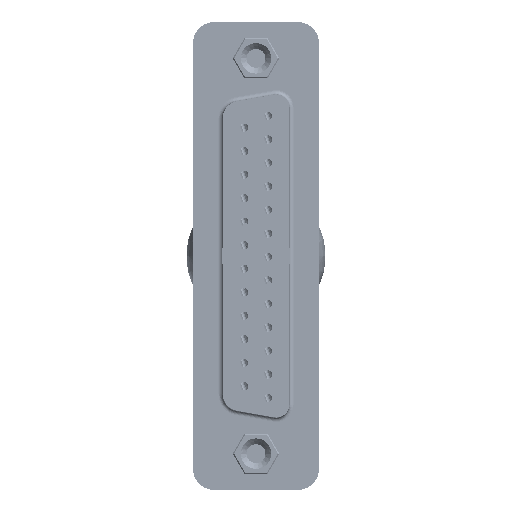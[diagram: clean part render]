
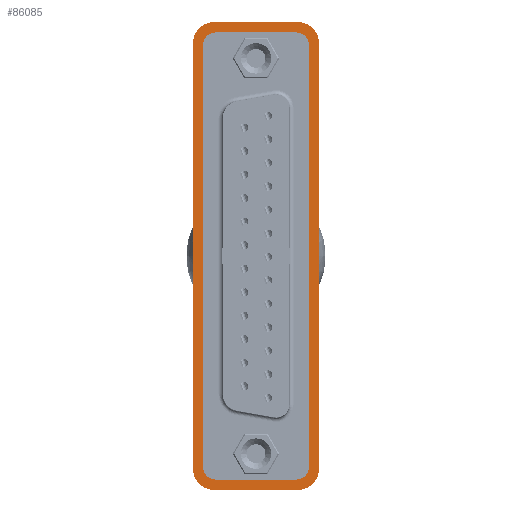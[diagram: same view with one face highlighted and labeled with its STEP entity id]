
A CAD part, front view. The second image highlights one B-rep face of the part: STEP entity #86085.
In plain terms, the highlighted face is planar.
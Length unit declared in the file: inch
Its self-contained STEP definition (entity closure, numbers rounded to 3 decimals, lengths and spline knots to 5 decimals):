
#10855 = CARTESIAN_POINT ( 'NONE',  ( -0.64173, -0.995, -0.2953 ) ) ;
#10856 = CARTESIAN_POINT ( 'NONE',  ( -0.64173, 0.995, -0.2953 ) ) ;
#10879 = CARTESIAN_POINT ( 'NONE',  ( -0.64173, 0.986, 0.2485 ) ) ;
#10890 = CARTESIAN_POINT ( 'NONE',  ( -0.64173, 0.995, 0.2953 ) ) ;
#10891 = CARTESIAN_POINT ( 'NONE',  ( -0.64173, -0.995, 0.2953 ) ) ;
#10892 = CARTESIAN_POINT ( 'NONE',  ( -0.64173, -1.046, 0.1885 ) ) ;
#10893 = CARTESIAN_POINT ( 'NONE',  ( -0.64173, 1.046, 0.1885 ) ) ;
#10897 = CARTESIAN_POINT ( 'NONE',  ( -0.64173, 1.046, -0.1885 ) ) ;
#10900 = CARTESIAN_POINT ( 'NONE',  ( -0.64173, -1.046, -0.1885 ) ) ;
#10901 = CARTESIAN_POINT ( 'NONE',  ( -0.64173, -0.986, 0.2485 ) ) ;
#10902 = CARTESIAN_POINT ( 'NONE',  ( -0.64173, -0.986, -0.2485 ) ) ;
#10903 = CARTESIAN_POINT ( 'NONE',  ( -0.64173, 0.986, -0.2485 ) ) ;
#10904 = CARTESIAN_POINT ( 'NONE',  ( -0.64173, 1.095, 0.1953 ) ) ;
#10908 = CARTESIAN_POINT ( 'NONE',  ( -0.64173, -1.095, -0.1953 ) ) ;
#10909 = CARTESIAN_POINT ( 'NONE',  ( -0.64173, -1.095, 0.1953 ) ) ;
#10910 = CARTESIAN_POINT ( 'NONE',  ( -0.64173, 1.095, -0.1953 ) ) ;
#20656 = EDGE_LOOP ( 'NONE', ( #28600, #28603, #28607, #28609, #28612, #28615, #28618, #28621 ) ) ;
#20658 = EDGE_LOOP ( 'NONE', ( #28625, #28628, #28631, #28633, #28636, #28639, #28642, #28645 ) ) ;
#28600 = ORIENTED_EDGE ( 'NONE', *, *, #39872, .F. ) ;
#28603 = ORIENTED_EDGE ( 'NONE', *, *, #39873, .F. ) ;
#28607 = ORIENTED_EDGE ( 'NONE', *, *, #39874, .F. ) ;
#28609 = ORIENTED_EDGE ( 'NONE', *, *, #39875, .F. ) ;
#28612 = ORIENTED_EDGE ( 'NONE', *, *, #39876, .F. ) ;
#28615 = ORIENTED_EDGE ( 'NONE', *, *, #39877, .F. ) ;
#28618 = ORIENTED_EDGE ( 'NONE', *, *, #39878, .F. ) ;
#28621 = ORIENTED_EDGE ( 'NONE', *, *, #39879, .F. ) ;
#28625 = ORIENTED_EDGE ( 'NONE', *, *, #39822, .T. ) ;
#28628 = ORIENTED_EDGE ( 'NONE', *, *, #39880, .T. ) ;
#28631 = ORIENTED_EDGE ( 'NONE', *, *, #39881, .T. ) ;
#28633 = ORIENTED_EDGE ( 'NONE', *, *, #39882, .T. ) ;
#28636 = ORIENTED_EDGE ( 'NONE', *, *, #39861, .F. ) ;
#28639 = ORIENTED_EDGE ( 'NONE', *, *, #39883, .F. ) ;
#28642 = ORIENTED_EDGE ( 'NONE', *, *, #39884, .F. ) ;
#28645 = ORIENTED_EDGE ( 'NONE', *, *, #39885, .F. ) ;
#39822 = EDGE_CURVE ( 'NONE', #71145, #71144, #69243, .T. ) ;
#39861 = EDGE_CURVE ( 'NONE', #71207, #71209, #69369, .T. ) ;
#39872 = EDGE_CURVE ( 'NONE', #71212, #71220, #69410, .T. ) ;
#39873 = EDGE_CURVE ( 'NONE', #71183, #71212, #69404, .T. ) ;
#39874 = EDGE_CURVE ( 'NONE', #71228, #71183, #69412, .T. ) ;
#39875 = EDGE_CURVE ( 'NONE', #71211, #71228, #69417, .T. ) ;
#39876 = EDGE_CURVE ( 'NONE', #71226, #71211, #69419, .T. ) ;
#39877 = EDGE_CURVE ( 'NONE', #71230, #71226, #69423, .T. ) ;
#39878 = EDGE_CURVE ( 'NONE', #71231, #71230, #69425, .T. ) ;
#39879 = EDGE_CURVE ( 'NONE', #71220, #71231, #69430, .T. ) ;
#39880 = EDGE_CURVE ( 'NONE', #71144, #71242, #69432, .T. ) ;
#39881 = EDGE_CURVE ( 'NONE', #71242, #71244, #69438, .T. ) ;
#39882 = EDGE_CURVE ( 'NONE', #71244, #71209, #69441, .T. ) ;
#39883 = EDGE_CURVE ( 'NONE', #71233, #71207, #69445, .T. ) ;
#39884 = EDGE_CURVE ( 'NONE', #71246, #71233, #69436, .T. ) ;
#39885 = EDGE_CURVE ( 'NONE', #71145, #71246, #69447, .T. ) ;
#54878 = AXIS2_PLACEMENT_3D ( 'NONE', #64199, #64194, #64206 ) ;
#56463 = AXIS2_PLACEMENT_3D ( 'NONE', #74971, #74972, #74973 ) ;
#56464 = AXIS2_PLACEMENT_3D ( 'NONE', #74976, #74977, #74978 ) ;
#56465 = AXIS2_PLACEMENT_3D ( 'NONE', #74981, #74982, #74983 ) ;
#56466 = AXIS2_PLACEMENT_3D ( 'NONE', #74986, #74987, #74988 ) ;
#56467 = AXIS2_PLACEMENT_3D ( 'NONE', #74990, #74991, #74992 ) ;
#56468 = AXIS2_PLACEMENT_3D ( 'NONE', #74994, #74995, #74996 ) ;
#56469 = AXIS2_PLACEMENT_3D ( 'NONE', #74998, #74999, #75000 ) ;
#56470 = AXIS2_PLACEMENT_3D ( 'NONE', #75004, #75005, #75006 ) ;
#61592 = FACE_BOUND ( 'NONE', #20656, .T. ) ;
#61596 = FACE_OUTER_BOUND ( 'NONE', #20658, .T. ) ;
#64194 = DIRECTION ( 'NONE',  ( 1., 0., 0. ) ) ;
#64199 = CARTESIAN_POINT ( 'NONE',  ( -0.64173, 0.87, 0.2953 ) ) ;
#64203 = PLANE ( 'NONE',  #54878 ) ;
#64206 = DIRECTION ( 'NONE',  ( 0., 1., 0. ) ) ;
#69243 = LINE ( 'NONE', #74834, #69249 ) ;
#69249 = VECTOR ( 'NONE', #74836, 39.37008 ) ;
#69369 = LINE ( 'NONE', #74941, #69376 ) ;
#69376 = VECTOR ( 'NONE', #74942, 39.37008 ) ;
#69404 = CIRCLE ( 'NONE', #56463, 0.06 ) ;
#69410 = LINE ( 'NONE', #74960, #69415 ) ;
#69412 = LINE ( 'NONE', #74970, #69421 ) ;
#69415 = VECTOR ( 'NONE', #74961, 39.37008 ) ;
#69417 = CIRCLE ( 'NONE', #56464, 0.06 ) ;
#69419 = LINE ( 'NONE', #74975, #69428 ) ;
#69421 = VECTOR ( 'NONE', #74969, 39.37008 ) ;
#69423 = CIRCLE ( 'NONE', #56465, 0.06 ) ;
#69425 = LINE ( 'NONE', #74980, #69434 ) ;
#69428 = VECTOR ( 'NONE', #74974, 39.37008 ) ;
#69430 = CIRCLE ( 'NONE', #56466, 0.06 ) ;
#69432 = CIRCLE ( 'NONE', #56467, 0.1 ) ;
#69434 = VECTOR ( 'NONE', #74979, 39.37008 ) ;
#69436 = LINE ( 'NONE', #74997, #69451 ) ;
#69438 = LINE ( 'NONE', #74984, #69443 ) ;
#69441 = CIRCLE ( 'NONE', #56468, 0.1 ) ;
#69443 = VECTOR ( 'NONE', #74985, 39.37008 ) ;
#69445 = CIRCLE ( 'NONE', #56469, 0.1 ) ;
#69447 = CIRCLE ( 'NONE', #56470, 0.1 ) ;
#69451 = VECTOR ( 'NONE', #74993, 39.37008 ) ;
#71144 = VERTEX_POINT ( 'NONE', #10855 ) ;
#71145 = VERTEX_POINT ( 'NONE', #10856 ) ;
#71183 = VERTEX_POINT ( 'NONE', #10879 ) ;
#71207 = VERTEX_POINT ( 'NONE', #10890 ) ;
#71209 = VERTEX_POINT ( 'NONE', #10891 ) ;
#71211 = VERTEX_POINT ( 'NONE', #10892 ) ;
#71212 = VERTEX_POINT ( 'NONE', #10893 ) ;
#71220 = VERTEX_POINT ( 'NONE', #10897 ) ;
#71226 = VERTEX_POINT ( 'NONE', #10900 ) ;
#71228 = VERTEX_POINT ( 'NONE', #10901 ) ;
#71230 = VERTEX_POINT ( 'NONE', #10902 ) ;
#71231 = VERTEX_POINT ( 'NONE', #10903 ) ;
#71233 = VERTEX_POINT ( 'NONE', #10904 ) ;
#71242 = VERTEX_POINT ( 'NONE', #10908 ) ;
#71244 = VERTEX_POINT ( 'NONE', #10909 ) ;
#71246 = VERTEX_POINT ( 'NONE', #10910 ) ;
#74834 = CARTESIAN_POINT ( 'NONE',  ( -0.64173, 0.87, -0.2953 ) ) ;
#74836 = DIRECTION ( 'NONE',  ( 0., -1., 0. ) ) ;
#74941 = CARTESIAN_POINT ( 'NONE',  ( -0.64173, 0.87, 0.2953 ) ) ;
#74942 = DIRECTION ( 'NONE',  ( 0., -1., 0. ) ) ;
#74960 = CARTESIAN_POINT ( 'NONE',  ( -0.64173, 1.046, 0.1885 ) ) ;
#74961 = DIRECTION ( 'NONE',  ( 0., 0., -1. ) ) ;
#74969 = DIRECTION ( 'NONE',  ( 0., 1., 0. ) ) ;
#74970 = CARTESIAN_POINT ( 'NONE',  ( -0.64173, 0.986, 0.2485 ) ) ;
#74971 = CARTESIAN_POINT ( 'NONE',  ( -0.64173, 0.986, 0.1885 ) ) ;
#74972 = DIRECTION ( 'NONE',  ( -1., 0., 0. ) ) ;
#74973 = DIRECTION ( 'NONE',  ( 0., -1., 0. ) ) ;
#74974 = DIRECTION ( 'NONE',  ( 0., 0., 1. ) ) ;
#74975 = CARTESIAN_POINT ( 'NONE',  ( -0.64173, -1.046, 0.1885 ) ) ;
#74976 = CARTESIAN_POINT ( 'NONE',  ( -0.64173, -0.986, 0.1885 ) ) ;
#74977 = DIRECTION ( 'NONE',  ( -1., 0., 0. ) ) ;
#74978 = DIRECTION ( 'NONE',  ( 0., -1., 0. ) ) ;
#74979 = DIRECTION ( 'NONE',  ( 0., -1., 0. ) ) ;
#74980 = CARTESIAN_POINT ( 'NONE',  ( -0.64173, 0.986, -0.2485 ) ) ;
#74981 = CARTESIAN_POINT ( 'NONE',  ( -0.64173, -0.986, -0.1885 ) ) ;
#74982 = DIRECTION ( 'NONE',  ( -1., 0., 0. ) ) ;
#74983 = DIRECTION ( 'NONE',  ( 0., -1., 0. ) ) ;
#74984 = CARTESIAN_POINT ( 'NONE',  ( -0.64173, -1.095, -0.1953 ) ) ;
#74985 = DIRECTION ( 'NONE',  ( 0., 0., 1. ) ) ;
#74986 = CARTESIAN_POINT ( 'NONE',  ( -0.64173, 0.986, -0.1885 ) ) ;
#74987 = DIRECTION ( 'NONE',  ( -1., 0., 0. ) ) ;
#74988 = DIRECTION ( 'NONE',  ( 0., 1., 0. ) ) ;
#74990 = CARTESIAN_POINT ( 'NONE',  ( -0.64173, -0.995, -0.1953 ) ) ;
#74991 = DIRECTION ( 'NONE',  ( -1., 0., 0. ) ) ;
#74992 = DIRECTION ( 'NONE',  ( 0., -1., 0. ) ) ;
#74993 = DIRECTION ( 'NONE',  ( 0., 0., 1. ) ) ;
#74994 = CARTESIAN_POINT ( 'NONE',  ( -0.64173, -0.995, 0.1953 ) ) ;
#74995 = DIRECTION ( 'NONE',  ( -1., 0., 0. ) ) ;
#74996 = DIRECTION ( 'NONE',  ( 0., -1., 0. ) ) ;
#74997 = CARTESIAN_POINT ( 'NONE',  ( -0.64173, 1.095, -0.1953 ) ) ;
#74998 = CARTESIAN_POINT ( 'NONE',  ( -0.64173, 0.995, 0.1953 ) ) ;
#74999 = DIRECTION ( 'NONE',  ( 1., 0., 0. ) ) ;
#75000 = DIRECTION ( 'NONE',  ( 0., 1., 0. ) ) ;
#75004 = CARTESIAN_POINT ( 'NONE',  ( -0.64173, 0.995, -0.1953 ) ) ;
#75005 = DIRECTION ( 'NONE',  ( 1., 0., 0. ) ) ;
#75006 = DIRECTION ( 'NONE',  ( 0., 1., 0. ) ) ;
#86085 = ADVANCED_FACE ( 'NONE', ( #61592, #61596 ), #64203, .F. ) ;
